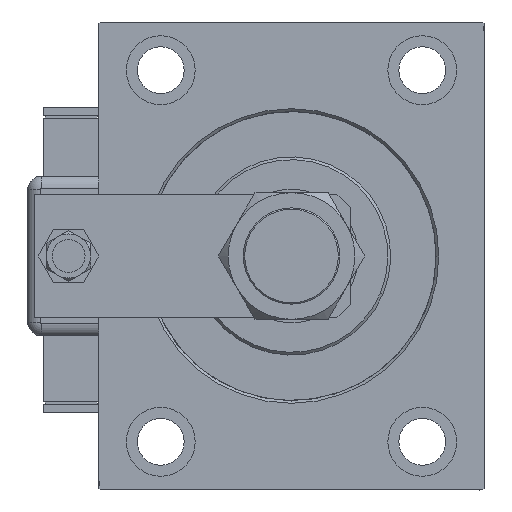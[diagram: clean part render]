
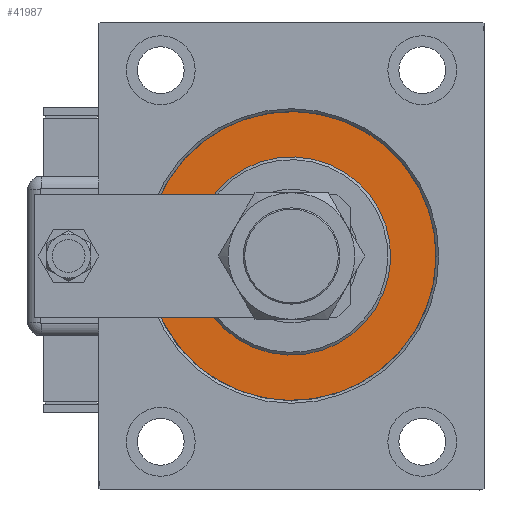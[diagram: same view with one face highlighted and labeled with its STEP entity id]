
A CAD part, left-side view. The second image highlights one B-rep face of the part: STEP entity #41987.
In plain terms, the highlighted face is planar.
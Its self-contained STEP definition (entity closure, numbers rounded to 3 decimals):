
#771 = CARTESIAN_POINT ( 'NONE',  ( 0., 0., 36. ) ) ;
#1599 = PLANE ( 'NONE',  #59126 ) ;
#1762 = ORIENTED_EDGE ( 'NONE', *, *, #8921, .F. ) ;
#2386 = CARTESIAN_POINT ( 'NONE',  ( 0., 0., 0. ) ) ;
#3734 = DIRECTION ( 'NONE',  ( 0., 0., -1. ) ) ;
#4081 = DIRECTION ( 'NONE',  ( 0., 0., -1. ) ) ;
#6665 = AXIS2_PLACEMENT_3D ( 'NONE', #59871, #16913, #3734 ) ;
#7090 = CARTESIAN_POINT ( 'NONE',  ( 0., 0., 52.5 ) ) ;
#8921 = EDGE_CURVE ( 'NONE', #26632, #42856, #22112, .T. ) ;
#9318 = CARTESIAN_POINT ( 'NONE',  ( 0., 0., -36. ) ) ;
#9340 = EDGE_LOOP ( 'NONE', ( #19713, #47091 ) ) ;
#13973 = VERTEX_POINT ( 'NONE', #52936 ) ;
#14042 = VERTEX_POINT ( 'NONE', #7090 ) ;
#16913 = DIRECTION ( 'NONE',  ( 1., 0., 0. ) ) ;
#19713 = ORIENTED_EDGE ( 'NONE', *, *, #48058, .F. ) ;
#21518 = DIRECTION ( 'NONE',  ( -1., 0., 0. ) ) ;
#22112 = CIRCLE ( 'NONE', #42179, 36. ) ;
#22167 = CIRCLE ( 'NONE', #29191, 52.5 ) ;
#24522 = FACE_OUTER_BOUND ( 'NONE', #9340, .T. ) ;
#26632 = VERTEX_POINT ( 'NONE', #9318 ) ;
#27077 = DIRECTION ( 'NONE',  ( 0., 0., 1. ) ) ;
#27913 = CARTESIAN_POINT ( 'NONE',  ( 0., 0., 0. ) ) ;
#28213 = AXIS2_PLACEMENT_3D ( 'NONE', #2386, #21518, #40663 ) ;
#28227 = DIRECTION ( 'NONE',  ( 1., 0., 0. ) ) ;
#29191 = AXIS2_PLACEMENT_3D ( 'NONE', #32404, #46836, #27077 ) ;
#29534 = CARTESIAN_POINT ( 'NONE',  ( 0., 0., 0. ) ) ;
#32404 = CARTESIAN_POINT ( 'NONE',  ( 0., 0., 0. ) ) ;
#32846 = EDGE_CURVE ( 'NONE', #42856, #26632, #33731, .T. ) ;
#33731 = CIRCLE ( 'NONE', #6665, 36. ) ;
#36033 = EDGE_LOOP ( 'NONE', ( #39848, #1762 ) ) ;
#39848 = ORIENTED_EDGE ( 'NONE', *, *, #32846, .F. ) ;
#40663 = DIRECTION ( 'NONE',  ( 0., 0., 1. ) ) ;
#41987 = ADVANCED_FACE ( 'NONE', ( #58978, #24522 ), #1599, .F. ) ;
#42179 = AXIS2_PLACEMENT_3D ( 'NONE', #27913, #28227, #4081 ) ;
#42856 = VERTEX_POINT ( 'NONE', #771 ) ;
#46836 = DIRECTION ( 'NONE',  ( -1., 0., 0. ) ) ;
#47091 = ORIENTED_EDGE ( 'NONE', *, *, #47593, .F. ) ;
#47593 = EDGE_CURVE ( 'NONE', #14042, #13973, #22167, .T. ) ;
#48058 = EDGE_CURVE ( 'NONE', #13973, #14042, #50219, .T. ) ;
#48364 = DIRECTION ( 'NONE',  ( 0., 0., 1. ) ) ;
#49583 = DIRECTION ( 'NONE',  ( -1., 0., 0. ) ) ;
#50219 = CIRCLE ( 'NONE', #28213, 52.5 ) ;
#52936 = CARTESIAN_POINT ( 'NONE',  ( 0., 0., -52.5 ) ) ;
#58978 = FACE_BOUND ( 'NONE', #36033, .T. ) ;
#59126 = AXIS2_PLACEMENT_3D ( 'NONE', #29534, #49583, #48364 ) ;
#59871 = CARTESIAN_POINT ( 'NONE',  ( 0., 0., 0. ) ) ;
